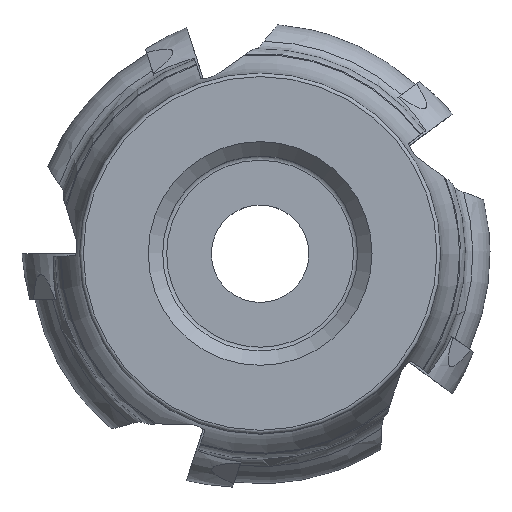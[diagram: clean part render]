
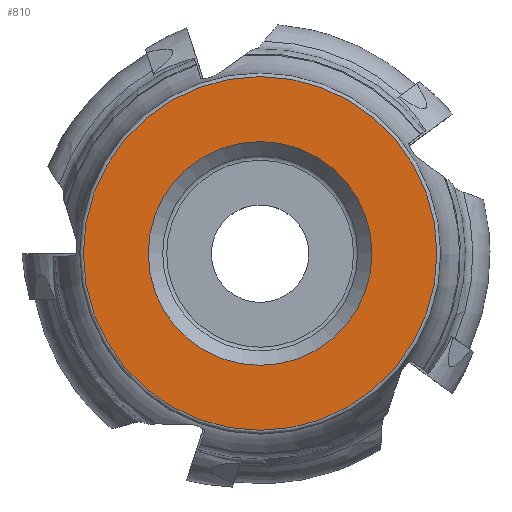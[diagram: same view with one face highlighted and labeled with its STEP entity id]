
A CAD part, top view. The second image highlights one B-rep face of the part: STEP entity #810.
In plain terms, the highlighted conical face has half-angle 89.977 degrees and reference radius 15.502 mm.
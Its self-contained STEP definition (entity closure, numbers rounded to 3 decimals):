
#388=CONICAL_SURFACE('',#6022,15.502,89.977);
#810=ADVANCED_FACE('',(#1254,#1255),#388,.F.);
#1254=FACE_BOUND('',#1443,.T.);
#1255=FACE_BOUND('',#1444,.T.);
#1443=EDGE_LOOP('',(#2847));
#1444=EDGE_LOOP('',(#2848));
#2847=ORIENTED_EDGE('',*,*,#4958,.T.);
#2848=ORIENTED_EDGE('',*,*,#4959,.F.);
#4361=VERTEX_POINT('',#9245);
#4362=VERTEX_POINT('',#9247);
#4958=EDGE_CURVE('',#4361,#4361,#5637,.T.);
#4959=EDGE_CURVE('',#4362,#4362,#5638,.T.);
#5637=CIRCLE('',#6020,24.5);
#5638=CIRCLE('',#6021,15.502);
#6020=AXIS2_PLACEMENT_3D('',#9244,#6814,#6815);
#6021=AXIS2_PLACEMENT_3D('',#9246,#6816,#6817);
#6022=AXIS2_PLACEMENT_3D('',#9248,#6818,#6819);
#6814=DIRECTION('',(0.,0.,1.));
#6815=DIRECTION('',(1.,0.,0.));
#6816=DIRECTION('',(0.,0.,1.));
#6817=DIRECTION('',(1.,0.,0.));
#6818=DIRECTION('',(0.,0.,1.));
#6819=DIRECTION('',(1.,0.,0.));
#9244=CARTESIAN_POINT('',(0.,0.,0.01));
#9245=CARTESIAN_POINT('',(24.5,0.,0.01));
#9246=CARTESIAN_POINT('',(0.,0.,0.006));
#9247=CARTESIAN_POINT('',(15.502,0.,0.006));
#9248=CARTESIAN_POINT('',(0.,0.,0.006));
